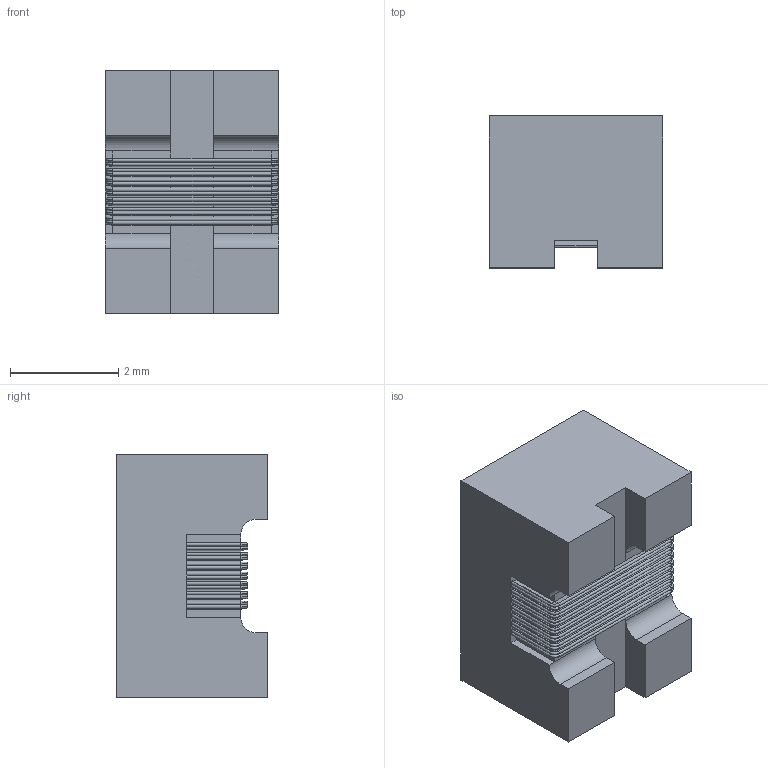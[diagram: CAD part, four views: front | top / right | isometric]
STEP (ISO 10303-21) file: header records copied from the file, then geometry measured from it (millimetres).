
FILE_DESCRIPTION (( 'STEP AP214' ), '1' );
FILE_NAME ('SRF4532.STEP', '2020-02-23T18:44:47', ( '' ), ( '' ), 'SwSTEP 2.0', 'SolidWorks 2019', '' );
FILE_SCHEMA (( 'AUTOMOTIVE_DESIGN' ));
Length unit declared in the file: inch
Products named in the file (1): SRF4532
Bounding box: 3.2 x 2.8 x 4.5 mm (x, y, z)
Volume: 36.2 mm3; surface area: 91.1 mm2
Topology: 1 solids, 1 shells, 339 faces, 879 edges, 458 vertices
Faces by surface type: plane 174, bspline 57, cone 55, cylinder 53
Entity records: 13683 total; most frequent: CARTESIAN_POINT 2595, ORIENTED_EDGE 1646, DIRECTION 1575, EDGE_CURVE 823, VECTOR 531, LINE 531, AXIS2_PLACEMENT_3D 522, VERTEX_POINT 458
